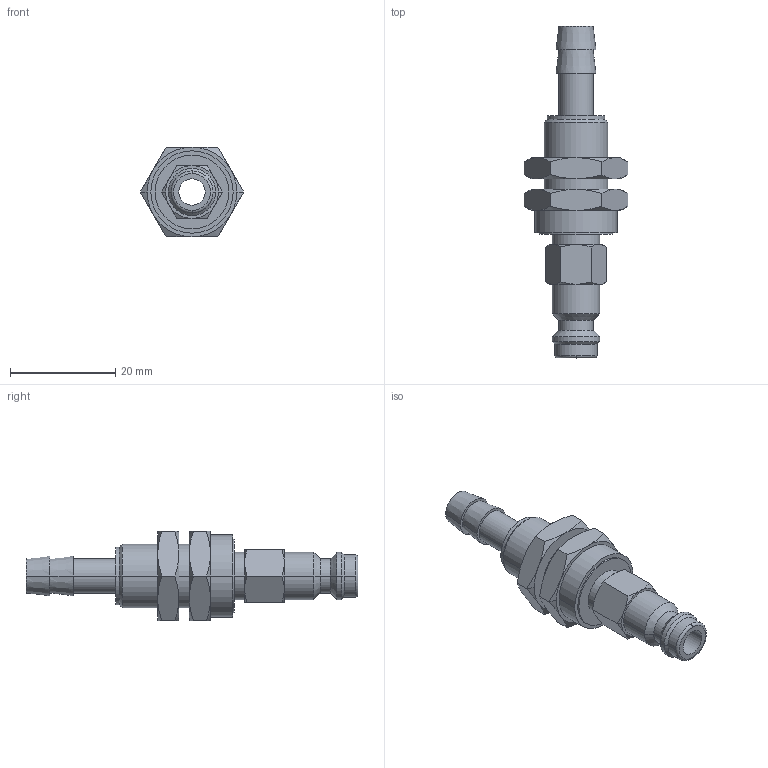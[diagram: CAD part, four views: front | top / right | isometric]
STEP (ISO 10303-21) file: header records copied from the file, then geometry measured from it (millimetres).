
FILE_DESCRIPTION(('STEP AP214'),'1');
FILE_NAME('esmk_6_ssvabbl.stp','2020-03-05T09:18:44',('TraceParts'),('TraceParts S.A.'),'Spatial InterOp 3D',' ',' ');
FILE_SCHEMA(('automotive_design'));
Length unit declared in the file: millimetre
Products named in the file (2): 1; 2
Bounding box: 19.63 x 63 x 17 mm (x, y, z)
Volume: 4919.4 mm3; surface area: 4153.1 mm2
Topology: 2 solids, 2 shells, 121 faces, 257 edges, 149 vertices
Faces by surface type: cone 64, plane 31, cylinder 24, torus 2
Entity records: 4049 total; most frequent: CARTESIAN_POINT 817, DIRECTION 546, ORIENTED_EDGE 514, EDGE_CURVE 257, AXIS2_PLACEMENT_3D 238, VERTEX_POINT 149, EDGE_LOOP 134, ADVANCED_FACE 121
